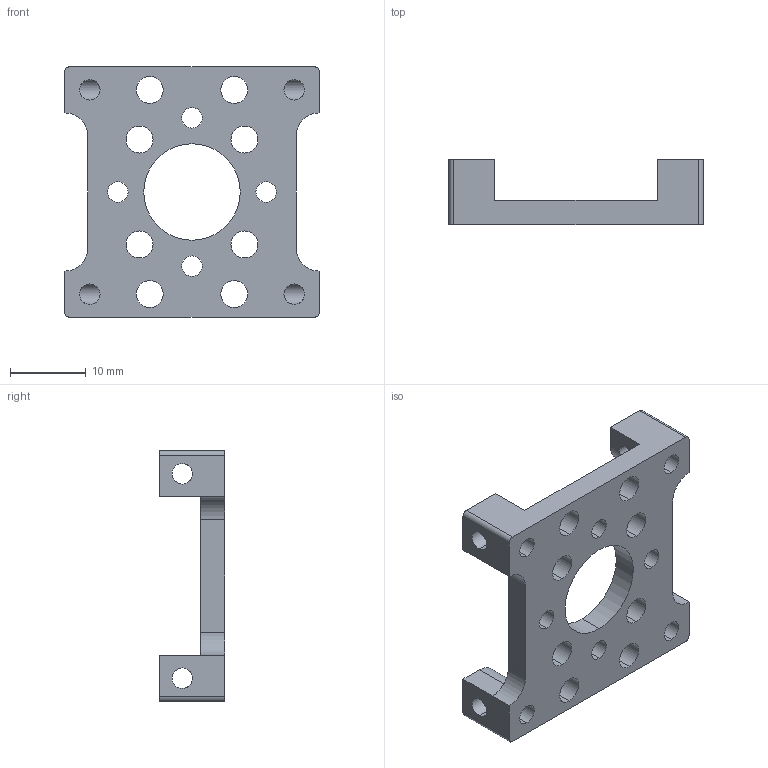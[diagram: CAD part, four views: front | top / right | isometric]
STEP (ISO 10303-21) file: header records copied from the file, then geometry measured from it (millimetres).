
FILE_DESCRIPTION (( 'STEP AP203' ), '1' );
FILE_NAME ('545360.STEP', '2014-07-10T19:10:02', ( 'Kyle' ), ( 'Microsoft' ), 'SwSTEP 2.0', 'SolidWorks 2014', '' );
FILE_SCHEMA (( 'CONFIG_CONTROL_DESIGN' ));
Length unit declared in the file: inch
Products named in the file (1): 545360
Bounding box: 33.53 x 8.63 x 33.02 mm (x, y, z)
Volume: 2928.5 mm3; surface area: 3238.9 mm2
Topology: 1 solids, 1 shells, 80 faces, 238 edges, 152 vertices
Faces by surface type: cylinder 58, plane 22
Entity records: 2945 total; most frequent: CARTESIAN_POINT 591, DIRECTION 484, ORIENTED_EDGE 476, EDGE_CURVE 238, AXIS2_PLACEMENT_3D 181, VERTEX_POINT 152, VECTOR 122, LINE 122
